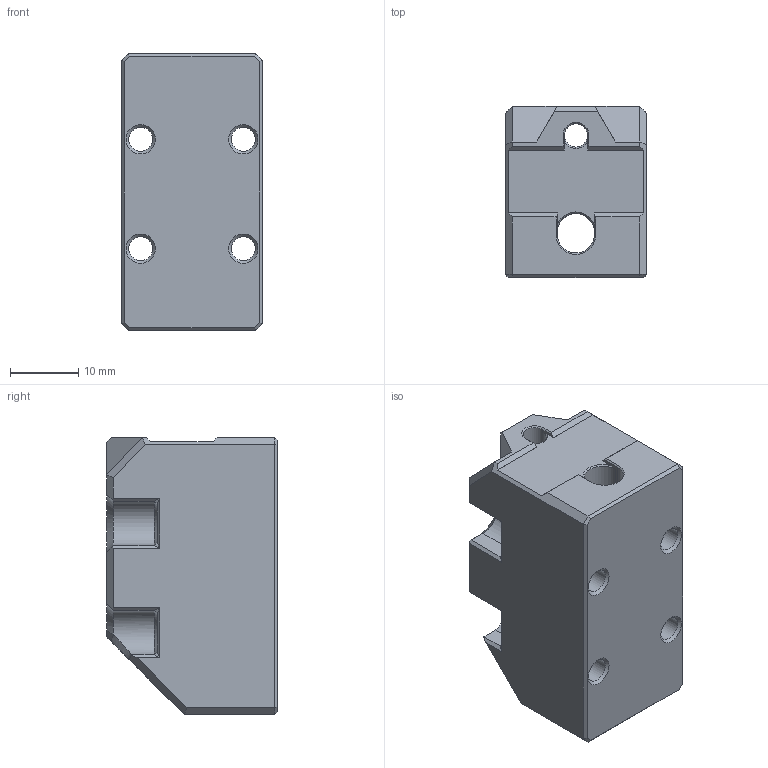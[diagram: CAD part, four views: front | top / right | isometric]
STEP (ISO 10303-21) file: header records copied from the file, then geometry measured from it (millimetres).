
FILE_DESCRIPTION(/* description */ (''),/* implementation_level */ '2;1');
FILE_NAME(/* name */ 'Fixed_Z_Joint_2.4.step',/* time_stamp */ '2023-07-17T16:50:29-06:00',/* author */ (''),/* organization */ (''),/* preprocessor_version */ 'ST-DEVELOPER v19.2',/* originating_system */ 'Autodesk Translation Framework v12.6.0.85',/* authorisation */ '');
FILE_SCHEMA (('AUTOMOTIVE_DESIGN { 1 0 10303 214 3 1 1 }'));
Length unit declared in the file: millimetre
Products named in the file (1): Fixed_Z_Joint_2.4
Bounding box: 20.6 x 24.97 x 40.48 mm (x, y, z)
Volume: 14917 mm3; surface area: 6490.5 mm2
Topology: 1 solids, 1 shells, 145 faces, 356 edges, 213 vertices
Faces by surface type: plane 106, cone 22, cylinder 14, bspline 3
Full cylindrical faces by diameter (mm): 3.4 x1, 3.5 x4, 6.5 x1
Entity records: 4357 total; most frequent: CARTESIAN_POINT 909, ORIENTED_EDGE 712, DIRECTION 681, EDGE_CURVE 356, LINE 291, VECTOR 291, VERTEX_POINT 213, AXIS2_PLACEMENT_3D 195
